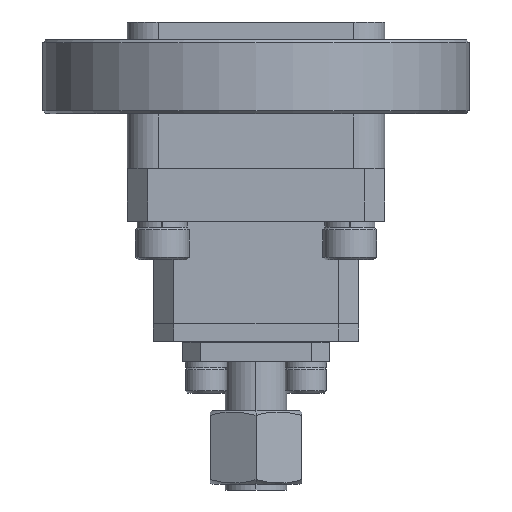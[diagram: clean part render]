
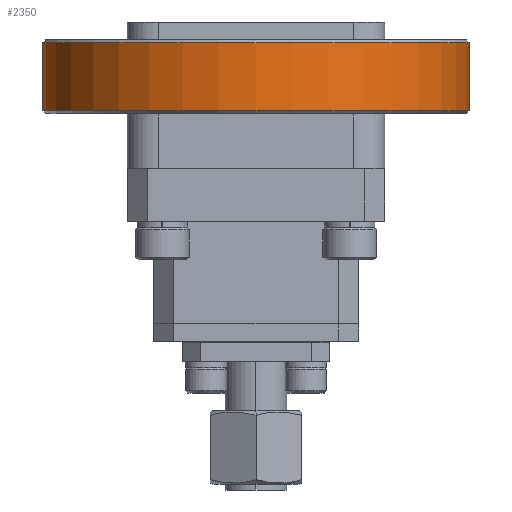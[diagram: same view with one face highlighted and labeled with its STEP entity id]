
A CAD part, front view. The second image highlights one B-rep face of the part: STEP entity #2350.
In plain terms, the highlighted cylindrical face has radius 18.479 mm (diameter 36.957 mm), a partial arc.
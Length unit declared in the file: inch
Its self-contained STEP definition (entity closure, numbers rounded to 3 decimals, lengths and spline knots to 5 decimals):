
#384 = LINE ( 'NONE', #10462, #16112 ) ;
#2222 = EDGE_CURVE ( 'NONE', #35391, #28424, #42855, .T. ) ;
#2350 = ADVANCED_FACE ( 'NONE', ( #13456 ), #3467, .T. ) ;
#3467 = CYLINDRICAL_SURFACE ( 'NONE', #11145, 0.7275 ) ;
#4777 = DIRECTION ( 'NONE',  ( 0., 0., -1. ) ) ;
#6865 = ORIENTED_EDGE ( 'NONE', *, *, #12083, .T. ) ;
#8003 = CARTESIAN_POINT ( 'NONE',  ( -0.71458, 0.44608, 0.02101 ) ) ;
#10462 = CARTESIAN_POINT ( 'NONE',  ( 0.01292, 0.44608, 0.26401 ) ) ;
#11145 = AXIS2_PLACEMENT_3D ( 'NONE', #36567, #43362, #33987 ) ;
#11599 = CARTESIAN_POINT ( 'NONE',  ( 0.01292, 0.44608, 0.02101 ) ) ;
#12037 = EDGE_CURVE ( 'NONE', #39193, #35391, #37289, .T. ) ;
#12083 = EDGE_CURVE ( 'NONE', #28424, #22544, #35701, .T. ) ;
#13456 = FACE_OUTER_BOUND ( 'NONE', #36470, .T. ) ;
#13948 = DIRECTION ( 'NONE',  ( 0., 0., -1. ) ) ;
#14884 = DIRECTION ( 'NONE',  ( 1., 0., 0. ) ) ;
#16112 = VECTOR ( 'NONE', #13948, 39.37008 ) ;
#18277 = DIRECTION ( 'NONE',  ( 0., 0., 1. ) ) ;
#18572 = DIRECTION ( 'NONE',  ( 1., 0., 0. ) ) ;
#18592 = CARTESIAN_POINT ( 'NONE',  ( 0.01292, 0.44608, 0.25401 ) ) ;
#19478 = AXIS2_PLACEMENT_3D ( 'NONE', #8003, #18277, #18572 ) ;
#21669 = ORIENTED_EDGE ( 'NONE', *, *, #12037, .T. ) ;
#22481 = DIRECTION ( 'NONE',  ( 0., 0., -1. ) ) ;
#22544 = VERTEX_POINT ( 'NONE', #11599 ) ;
#23534 = EDGE_CURVE ( 'NONE', #39193, #22544, #384, .T. ) ;
#26801 = CARTESIAN_POINT ( 'NONE',  ( -1.44208, 0.44608, 0.25401 ) ) ;
#27626 = AXIS2_PLACEMENT_3D ( 'NONE', #42043, #4777, #14884 ) ;
#28424 = VERTEX_POINT ( 'NONE', #35525 ) ;
#33987 = DIRECTION ( 'NONE',  ( -1., 0., 0. ) ) ;
#35391 = VERTEX_POINT ( 'NONE', #26801 ) ;
#35525 = CARTESIAN_POINT ( 'NONE',  ( -1.44208, 0.44608, 0.02101 ) ) ;
#35701 = CIRCLE ( 'NONE', #19478, 0.7275 ) ;
#36470 = EDGE_LOOP ( 'NONE', ( #37909, #21669, #42489, #6865 ) ) ;
#36567 = CARTESIAN_POINT ( 'NONE',  ( -0.71458, 0.44608, 0.26401 ) ) ;
#37289 = CIRCLE ( 'NONE', #27626, 0.7275 ) ;
#37909 = ORIENTED_EDGE ( 'NONE', *, *, #23534, .F. ) ;
#38128 = VECTOR ( 'NONE', #22481, 39.37008 ) ;
#38919 = CARTESIAN_POINT ( 'NONE',  ( -1.44208, 0.44608, 0.26401 ) ) ;
#39193 = VERTEX_POINT ( 'NONE', #18592 ) ;
#42043 = CARTESIAN_POINT ( 'NONE',  ( -0.71458, 0.44608, 0.25401 ) ) ;
#42489 = ORIENTED_EDGE ( 'NONE', *, *, #2222, .T. ) ;
#42855 = LINE ( 'NONE', #38919, #38128 ) ;
#43362 = DIRECTION ( 'NONE',  ( 0., 0., -1. ) ) ;
